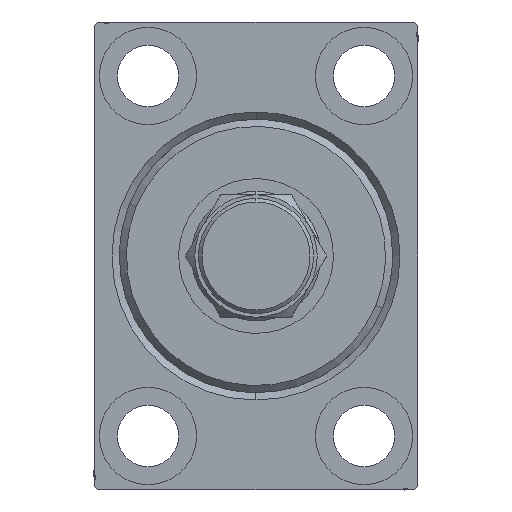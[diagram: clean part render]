
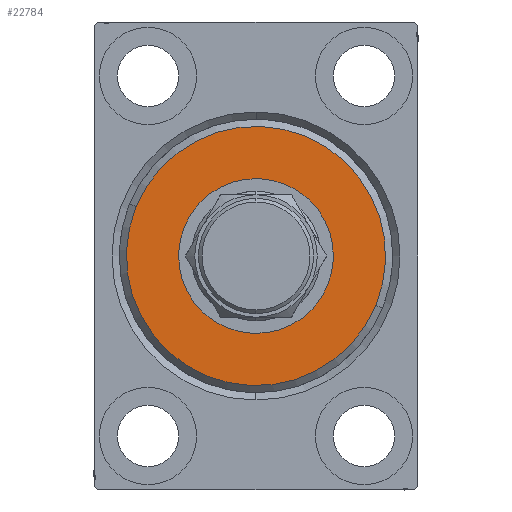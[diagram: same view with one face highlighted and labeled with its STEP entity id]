
A CAD part, left-side view. The second image highlights one B-rep face of the part: STEP entity #22784.
In plain terms, the highlighted face is planar.
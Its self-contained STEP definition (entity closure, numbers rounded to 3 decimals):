
#2629 = DIRECTION ( 'NONE',  ( -1., 0., 0. ) ) ;
#3007 = CARTESIAN_POINT ( 'NONE',  ( 3., 0., 0. ) ) ;
#3089 = DIRECTION ( 'NONE',  ( 0., 0., -1. ) ) ;
#5160 = CIRCLE ( 'NONE', #8829, 10.75 ) ;
#6354 = FACE_BOUND ( 'NONE', #16461, .T. ) ;
#6530 = VERTEX_POINT ( 'NONE', #24590 ) ;
#8829 = AXIS2_PLACEMENT_3D ( 'NONE', #34098, #2629, #44688 ) ;
#9036 = EDGE_CURVE ( 'NONE', #6530, #33103, #14064, .T. ) ;
#10664 = DIRECTION ( 'NONE',  ( 1., 0., 0. ) ) ;
#13412 = CARTESIAN_POINT ( 'NONE',  ( 3., 0., 0. ) ) ;
#13467 = FACE_OUTER_BOUND ( 'NONE', #21904, .T. ) ;
#13884 = CIRCLE ( 'NONE', #19742, 10.75 ) ;
#14064 = CIRCLE ( 'NONE', #25050, 18. ) ;
#16461 = EDGE_LOOP ( 'NONE', ( #24029, #31617 ) ) ;
#19742 = AXIS2_PLACEMENT_3D ( 'NONE', #13412, #37787, #3089 ) ;
#20222 = DIRECTION ( 'NONE',  ( 1., 0., 0. ) ) ;
#20359 = DIRECTION ( 'NONE',  ( 0., 0., -1. ) ) ;
#21904 = EDGE_LOOP ( 'NONE', ( #24917, #31662 ) ) ;
#22784 = ADVANCED_FACE ( 'NONE', ( #13467, #6354 ), #30498, .T. ) ;
#23136 = CARTESIAN_POINT ( 'NONE',  ( 3., 0., 0. ) ) ;
#23225 = DIRECTION ( 'NONE',  ( 0., 0., -1. ) ) ;
#24029 = ORIENTED_EDGE ( 'NONE', *, *, #40487, .T. ) ;
#24590 = CARTESIAN_POINT ( 'NONE',  ( 3., 0., -18. ) ) ;
#24687 = DIRECTION ( 'NONE',  ( 0., 0., -1. ) ) ;
#24917 = ORIENTED_EDGE ( 'NONE', *, *, #26252, .T. ) ;
#25050 = AXIS2_PLACEMENT_3D ( 'NONE', #3007, #20222, #23225 ) ;
#25370 = AXIS2_PLACEMENT_3D ( 'NONE', #28146, #10664, #24687 ) ;
#26252 = EDGE_CURVE ( 'NONE', #33103, #6530, #39328, .T. ) ;
#28146 = CARTESIAN_POINT ( 'NONE',  ( 3., 0., 0. ) ) ;
#29905 = CARTESIAN_POINT ( 'NONE',  ( 3., 0., -10.75 ) ) ;
#30498 = PLANE ( 'NONE',  #42912 ) ;
#31617 = ORIENTED_EDGE ( 'NONE', *, *, #42556, .T. ) ;
#31662 = ORIENTED_EDGE ( 'NONE', *, *, #9036, .T. ) ;
#33103 = VERTEX_POINT ( 'NONE', #44175 ) ;
#34098 = CARTESIAN_POINT ( 'NONE',  ( 3., 0., 0. ) ) ;
#34986 = VERTEX_POINT ( 'NONE', #41407 ) ;
#37516 = VERTEX_POINT ( 'NONE', #29905 ) ;
#37787 = DIRECTION ( 'NONE',  ( -1., 0., 0. ) ) ;
#39328 = CIRCLE ( 'NONE', #25370, 18. ) ;
#40487 = EDGE_CURVE ( 'NONE', #34986, #37516, #13884, .T. ) ;
#41300 = DIRECTION ( 'NONE',  ( 1., 0., 0. ) ) ;
#41407 = CARTESIAN_POINT ( 'NONE',  ( 3., 0., 10.75 ) ) ;
#42556 = EDGE_CURVE ( 'NONE', #37516, #34986, #5160, .T. ) ;
#42912 = AXIS2_PLACEMENT_3D ( 'NONE', #23136, #41300, #20359 ) ;
#44175 = CARTESIAN_POINT ( 'NONE',  ( 3., 0., 18. ) ) ;
#44688 = DIRECTION ( 'NONE',  ( 0., 0., -1. ) ) ;
